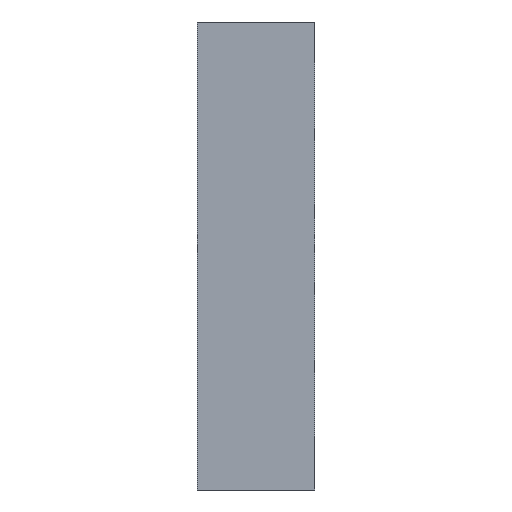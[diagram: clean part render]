
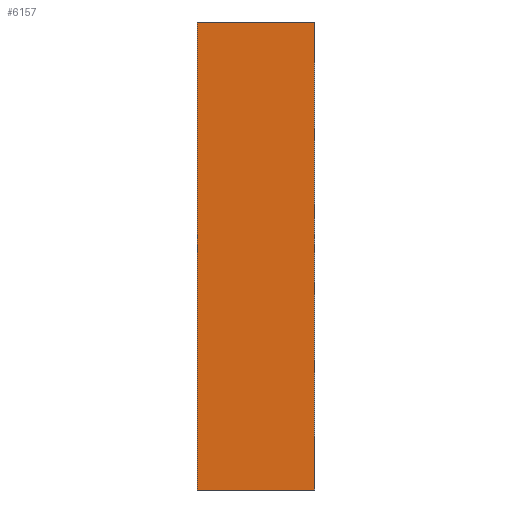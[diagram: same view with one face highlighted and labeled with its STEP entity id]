
A CAD part, left-side view. The second image highlights one B-rep face of the part: STEP entity #6157.
In plain terms, the highlighted planar face has unit normal (-1, 0, 0).
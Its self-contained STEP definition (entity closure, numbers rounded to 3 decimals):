
#13=DIRECTION('',(0.,0.,1.));
#14=VECTOR('',#13,40.);
#15=CARTESIAN_POINT('',(-80.,0.,-20.));
#16=LINE('',#15,#14);
#1457=DIRECTION('',(0.,1.,0.));
#1458=VECTOR('',#1457,10.);
#1459=CARTESIAN_POINT('',(-80.,0.,20.));
#1460=LINE('',#1459,#1458);
#1461=DIRECTION('',(0.,1.,0.));
#1462=VECTOR('',#1461,10.);
#1463=CARTESIAN_POINT('',(-80.,0.,-20.));
#1464=LINE('',#1463,#1462);
#1477=DIRECTION('',(0.,0.,1.));
#1478=VECTOR('',#1477,40.);
#1479=CARTESIAN_POINT('',(-80.,10.,-20.));
#1480=LINE('',#1479,#1478);
#4081=CARTESIAN_POINT('',(-80.,0.,20.));
#4083=VERTEX_POINT('',#4081);
#4087=CARTESIAN_POINT('',(-80.,0.,-20.));
#4088=VERTEX_POINT('',#4087);
#4089=CARTESIAN_POINT('',(-80.,10.,20.));
#4091=VERTEX_POINT('',#4089);
#4095=CARTESIAN_POINT('',(-80.,10.,-20.));
#4096=VERTEX_POINT('',#4095);
#6144=CARTESIAN_POINT('',(-80.,0.,-20.));
#6145=DIRECTION('',(-1.,0.,0.));
#6146=DIRECTION('',(0.,0.,1.));
#6147=AXIS2_PLACEMENT_3D('',#6144,#6145,#6146);
#6148=PLANE('',#6147);
#6149=ORIENTED_EDGE('',*,*,#5260,.F.);
#6151=ORIENTED_EDGE('',*,*,#6150,.T.);
#6153=ORIENTED_EDGE('',*,*,#6152,.T.);
#6154=ORIENTED_EDGE('',*,*,#6135,.F.);
#6155=EDGE_LOOP('',(#6149,#6151,#6153,#6154));
#6156=FACE_OUTER_BOUND('',#6155,.F.);
#6157=ADVANCED_FACE('',(#6156),#6148,.T.);
#5260=EDGE_CURVE('',#4088,#4083,#16,.T.);
#6135=EDGE_CURVE('',#4083,#4091,#1460,.T.);
#6150=EDGE_CURVE('',#4088,#4096,#1464,.T.);
#6152=EDGE_CURVE('',#4096,#4091,#1480,.T.);
